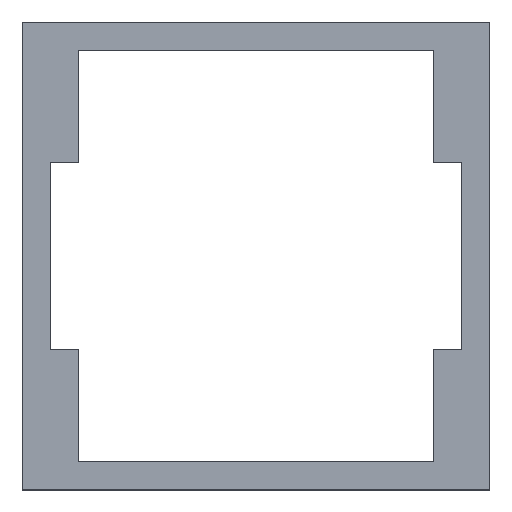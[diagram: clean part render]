
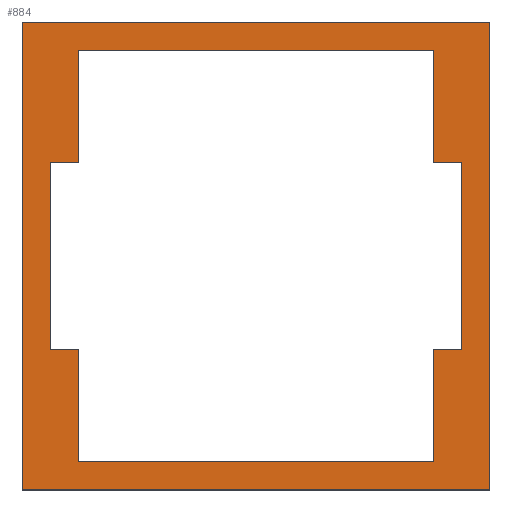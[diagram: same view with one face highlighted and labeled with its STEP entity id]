
A CAD part, top view. The second image highlights one B-rep face of the part: STEP entity #884.
In plain terms, the highlighted planar face has unit normal (0, 0, 1).
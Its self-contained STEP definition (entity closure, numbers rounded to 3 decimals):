
#468=CARTESIAN_POINT('Vertex',(60.,350.,20.)) ;
#471=CARTESIAN_POINT('Line Origine',(45.,350.,20.)) ;
#475=CARTESIAN_POINT('Vertex',(30.,350.,20.)) ;
#495=CARTESIAN_POINT('Line Origine',(30.,250.,20.)) ;
#499=CARTESIAN_POINT('Vertex',(30.,150.,20.)) ;
#519=CARTESIAN_POINT('Line Origine',(45.,150.,20.)) ;
#523=CARTESIAN_POINT('Vertex',(60.,150.,20.)) ;
#547=CARTESIAN_POINT('Vertex',(60.,30.,20.)) ;
#550=CARTESIAN_POINT('Line Origine',(60.,90.,20.)) ;
#571=CARTESIAN_POINT('Vertex',(440.,30.,20.)) ;
#574=CARTESIAN_POINT('Line Origine',(105.,30.,20.)) ;
#578=CARTESIAN_POINT('Vertex',(150.,30.,20.)) ;
#581=CARTESIAN_POINT('Line Origine',(250.,30.,20.)) ;
#585=CARTESIAN_POINT('Vertex',(350.,30.,20.)) ;
#588=CARTESIAN_POINT('Line Origine',(395.,30.,20.)) ;
#607=CARTESIAN_POINT('Line Origine',(440.,90.,20.)) ;
#611=CARTESIAN_POINT('Vertex',(440.,150.,20.)) ;
#626=CARTESIAN_POINT('Line Origine',(455.,150.,20.)) ;
#630=CARTESIAN_POINT('Vertex',(470.,150.,20.)) ;
#654=CARTESIAN_POINT('Vertex',(470.,350.,20.)) ;
#657=CARTESIAN_POINT('Line Origine',(470.,250.,20.)) ;
#673=CARTESIAN_POINT('Vertex',(440.,350.,20.)) ;
#676=CARTESIAN_POINT('Line Origine',(455.,350.,20.)) ;
#692=CARTESIAN_POINT('Vertex',(440.,470.,20.)) ;
#695=CARTESIAN_POINT('Line Origine',(440.,410.,20.)) ;
#712=CARTESIAN_POINT('Line Origine',(395.,470.,20.)) ;
#716=CARTESIAN_POINT('Vertex',(350.,470.,20.)) ;
#719=CARTESIAN_POINT('Line Origine',(250.,470.,20.)) ;
#723=CARTESIAN_POINT('Vertex',(150.,470.,20.)) ;
#726=CARTESIAN_POINT('Line Origine',(105.,470.,20.)) ;
#730=CARTESIAN_POINT('Vertex',(60.,470.,20.)) ;
#747=CARTESIAN_POINT('Line Origine',(60.,410.,20.)) ;
#768=CARTESIAN_POINT('Vertex',(0.,500.,20.)) ;
#775=CARTESIAN_POINT('Vertex',(0.,0.,20.)) ;
#778=CARTESIAN_POINT('Line Origine',(0.,250.,20.)) ;
#799=CARTESIAN_POINT('Vertex',(500.,500.,20.)) ;
#802=CARTESIAN_POINT('Line Origine',(250.,500.,20.)) ;
#823=CARTESIAN_POINT('Vertex',(500.,0.,20.)) ;
#826=CARTESIAN_POINT('Line Origine',(500.,250.,20.)) ;
#843=CARTESIAN_POINT('Line Origine',(250.,0.,20.)) ;
#855=CARTESIAN_POINT('Axis2P3D Location',(0.,0.,20.)) ;
#472=DIRECTION('Vector Direction',(1.,0.,0.)) ;
#496=DIRECTION('Vector Direction',(0.,-1.,0.)) ;
#520=DIRECTION('Vector Direction',(1.,0.,0.)) ;
#551=DIRECTION('Vector Direction',(0.,1.,0.)) ;
#575=DIRECTION('Vector Direction',(-1.,0.,0.)) ;
#582=DIRECTION('Vector Direction',(-1.,0.,0.)) ;
#589=DIRECTION('Vector Direction',(-1.,0.,0.)) ;
#608=DIRECTION('Vector Direction',(0.,-1.,0.)) ;
#627=DIRECTION('Vector Direction',(1.,0.,0.)) ;
#658=DIRECTION('Vector Direction',(0.,-1.,0.)) ;
#677=DIRECTION('Vector Direction',(1.,0.,0.)) ;
#696=DIRECTION('Vector Direction',(0.,-1.,0.)) ;
#713=DIRECTION('Vector Direction',(-1.,0.,0.)) ;
#720=DIRECTION('Vector Direction',(-1.,0.,0.)) ;
#727=DIRECTION('Vector Direction',(-1.,0.,0.)) ;
#748=DIRECTION('Vector Direction',(0.,1.,0.)) ;
#779=DIRECTION('Vector Direction',(0.,-1.,0.)) ;
#803=DIRECTION('Vector Direction',(-1.,0.,0.)) ;
#827=DIRECTION('Vector Direction',(0.,1.,0.)) ;
#844=DIRECTION('Vector Direction',(1.,0.,0.)) ;
#856=DIRECTION('Axis2P3D Direction',(0.,0.,1.)) ;
#857=DIRECTION('Axis2P3D XDirection',(1.,0.,0.)) ;
#858=AXIS2_PLACEMENT_3D('Plane Axis2P3D',#855,#856,#857) ;
#861=ORIENTED_EDGE('',*,*,#847,.T.) ;
#862=ORIENTED_EDGE('',*,*,#830,.T.) ;
#863=ORIENTED_EDGE('',*,*,#806,.T.) ;
#864=ORIENTED_EDGE('',*,*,#782,.T.) ;
#867=ORIENTED_EDGE('',*,*,#751,.T.) ;
#868=ORIENTED_EDGE('',*,*,#732,.F.) ;
#869=ORIENTED_EDGE('',*,*,#725,.F.) ;
#870=ORIENTED_EDGE('',*,*,#718,.F.) ;
#871=ORIENTED_EDGE('',*,*,#699,.T.) ;
#872=ORIENTED_EDGE('',*,*,#680,.T.) ;
#873=ORIENTED_EDGE('',*,*,#661,.T.) ;
#874=ORIENTED_EDGE('',*,*,#632,.F.) ;
#875=ORIENTED_EDGE('',*,*,#613,.T.) ;
#876=ORIENTED_EDGE('',*,*,#592,.T.) ;
#877=ORIENTED_EDGE('',*,*,#587,.T.) ;
#878=ORIENTED_EDGE('',*,*,#580,.T.) ;
#879=ORIENTED_EDGE('',*,*,#554,.T.) ;
#880=ORIENTED_EDGE('',*,*,#525,.F.) ;
#881=ORIENTED_EDGE('',*,*,#501,.F.) ;
#882=ORIENTED_EDGE('',*,*,#477,.T.) ;
#883=FACE_BOUND('',#866,.T.) ;
#473=VECTOR('Line Direction',#472,1.) ;
#497=VECTOR('Line Direction',#496,1.) ;
#521=VECTOR('Line Direction',#520,1.) ;
#552=VECTOR('Line Direction',#551,1.) ;
#576=VECTOR('Line Direction',#575,1.) ;
#583=VECTOR('Line Direction',#582,1.) ;
#590=VECTOR('Line Direction',#589,1.) ;
#609=VECTOR('Line Direction',#608,1.) ;
#628=VECTOR('Line Direction',#627,1.) ;
#659=VECTOR('Line Direction',#658,1.) ;
#678=VECTOR('Line Direction',#677,1.) ;
#697=VECTOR('Line Direction',#696,1.) ;
#714=VECTOR('Line Direction',#713,1.) ;
#721=VECTOR('Line Direction',#720,1.) ;
#728=VECTOR('Line Direction',#727,1.) ;
#749=VECTOR('Line Direction',#748,1.) ;
#780=VECTOR('Line Direction',#779,1.) ;
#804=VECTOR('Line Direction',#803,1.) ;
#828=VECTOR('Line Direction',#827,1.) ;
#845=VECTOR('Line Direction',#844,1.) ;
#884=ADVANCED_FACE('PartBody',(#865,#883),#859,.T.) ;
#477=EDGE_CURVE('',#476,#469,#474,.T.) ;
#501=EDGE_CURVE('',#476,#500,#498,.T.) ;
#525=EDGE_CURVE('',#500,#524,#522,.T.) ;
#554=EDGE_CURVE('',#548,#524,#553,.T.) ;
#580=EDGE_CURVE('',#579,#548,#577,.T.) ;
#587=EDGE_CURVE('',#586,#579,#584,.T.) ;
#592=EDGE_CURVE('',#572,#586,#591,.T.) ;
#613=EDGE_CURVE('',#612,#572,#610,.T.) ;
#632=EDGE_CURVE('',#612,#631,#629,.T.) ;
#661=EDGE_CURVE('',#655,#631,#660,.T.) ;
#680=EDGE_CURVE('',#674,#655,#679,.T.) ;
#699=EDGE_CURVE('',#693,#674,#698,.T.) ;
#718=EDGE_CURVE('',#693,#717,#715,.T.) ;
#725=EDGE_CURVE('',#717,#724,#722,.T.) ;
#732=EDGE_CURVE('',#724,#731,#729,.T.) ;
#751=EDGE_CURVE('',#469,#731,#750,.T.) ;
#782=EDGE_CURVE('',#769,#776,#781,.T.) ;
#806=EDGE_CURVE('',#800,#769,#805,.T.) ;
#830=EDGE_CURVE('',#824,#800,#829,.T.) ;
#847=EDGE_CURVE('',#776,#824,#846,.T.) ;
#860=EDGE_LOOP('',(#861,#862,#863,#864)) ;
#866=EDGE_LOOP('',(#867,#868,#869,#870,#871,#872,#873,#874,#875,#876,#877,#878,#879,#880,#881,#882)) ;
#865=FACE_OUTER_BOUND('',#860,.T.) ;
#474=LINE('Line',#471,#473) ;
#498=LINE('Line',#495,#497) ;
#522=LINE('Line',#519,#521) ;
#553=LINE('Line',#550,#552) ;
#577=LINE('Line',#574,#576) ;
#584=LINE('Line',#581,#583) ;
#591=LINE('Line',#588,#590) ;
#610=LINE('Line',#607,#609) ;
#629=LINE('Line',#626,#628) ;
#660=LINE('Line',#657,#659) ;
#679=LINE('Line',#676,#678) ;
#698=LINE('Line',#695,#697) ;
#715=LINE('Line',#712,#714) ;
#722=LINE('Line',#719,#721) ;
#729=LINE('Line',#726,#728) ;
#750=LINE('Line',#747,#749) ;
#781=LINE('Line',#778,#780) ;
#805=LINE('Line',#802,#804) ;
#829=LINE('Line',#826,#828) ;
#846=LINE('Line',#843,#845) ;
#859=PLANE('',#858) ;
#469=VERTEX_POINT('',#468) ;
#476=VERTEX_POINT('',#475) ;
#500=VERTEX_POINT('',#499) ;
#524=VERTEX_POINT('',#523) ;
#548=VERTEX_POINT('',#547) ;
#572=VERTEX_POINT('',#571) ;
#579=VERTEX_POINT('',#578) ;
#586=VERTEX_POINT('',#585) ;
#612=VERTEX_POINT('',#611) ;
#631=VERTEX_POINT('',#630) ;
#655=VERTEX_POINT('',#654) ;
#674=VERTEX_POINT('',#673) ;
#693=VERTEX_POINT('',#692) ;
#717=VERTEX_POINT('',#716) ;
#724=VERTEX_POINT('',#723) ;
#731=VERTEX_POINT('',#730) ;
#769=VERTEX_POINT('',#768) ;
#776=VERTEX_POINT('',#775) ;
#800=VERTEX_POINT('',#799) ;
#824=VERTEX_POINT('',#823) ;
